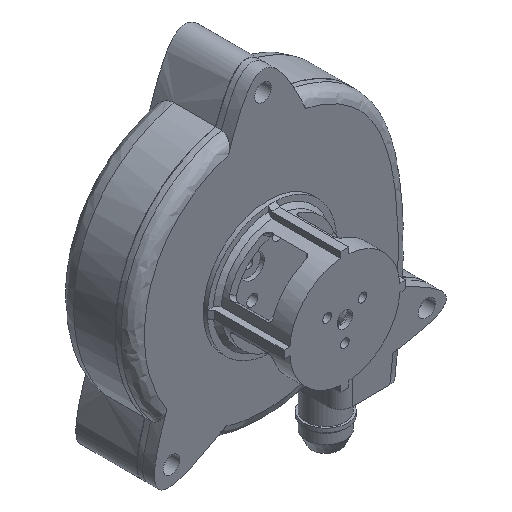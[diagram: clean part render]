
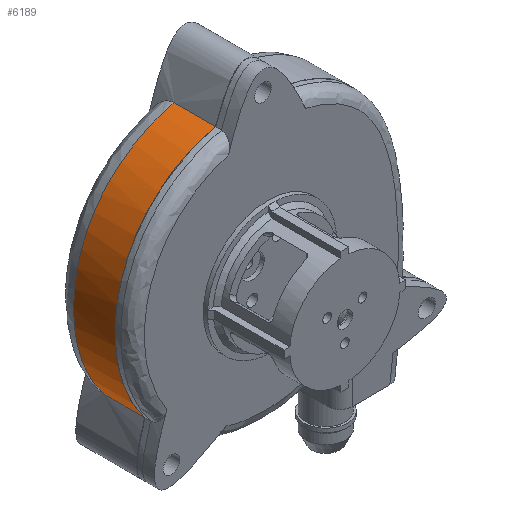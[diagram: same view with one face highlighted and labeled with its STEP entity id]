
A CAD part, isometric view. The second image highlights one B-rep face of the part: STEP entity #6189.
In plain terms, the highlighted free-form (B-spline) face has degree [3, 1] with [40, 2] control points.
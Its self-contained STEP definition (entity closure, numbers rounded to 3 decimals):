
#43=B_SPLINE_SURFACE_WITH_KNOTS('',3,1,((#16798,#16799),(#16800,#16801),
(#16802,#16803),(#16804,#16805),(#16806,#16807),(#16808,#16809),(#16810,
#16811),(#16812,#16813),(#16814,#16815),(#16816,#16817),(#16818,#16819),
(#16820,#16821),(#16822,#16823),(#16824,#16825),(#16826,#16827),(#16828,
#16829),(#16830,#16831),(#16832,#16833),(#16834,#16835),(#16836,#16837),
(#16838,#16839),(#16840,#16841),(#16842,#16843),(#16844,#16845),(#16846,
#16847),(#16848,#16849),(#16850,#16851),(#16852,#16853),(#16854,#16855),
(#16856,#16857),(#16858,#16859),(#16860,#16861),(#16862,#16863),(#16864,
#16865),(#16866,#16867),(#16868,#16869),(#16870,#16871),(#16872,#16873),
(#16874,#16875),(#16876,#16877)),.UNSPECIFIED.,.F.,.F.,.F.,(4,3,3,3,3,3,
3,3,3,3,3,3,3,4),(2,2),(-0.007,0.,0.125,0.227,
0.303,0.378,0.456,0.518,
0.582,0.665,0.735,0.811,
0.898,0.973),(-1.7,0.3),.UNSPECIFIED.);
#354=B_SPLINE_CURVE_WITH_KNOTS('',3,(#16753,#16754,#16755,#16756,#16757,
#16758,#16759,#16760,#16761,#16762,#16763,#16764,#16765,#16766,#16767),
 .UNSPECIFIED.,.F.,.F.,(4,2,1,2,1,2,1,2,4),(-5.872,-4.632,
-3.888,-2.896,-2.347,-1.615,
-0.913,-0.386,0.),
 .UNSPECIFIED.);
#357=B_SPLINE_CURVE_WITH_KNOTS('',3,(#16881,#16882,#16883,#16884,#16885,
#16886,#16887,#16888,#16889,#16890,#16891,#16892,#16893,#16894,#16895,#16896),
 .UNSPECIFIED.,.F.,.F.,(4,3,3,3,3,4),(-5.275,-4.133,
-2.629,-1.474,-0.348,0.),
 .UNSPECIFIED.);
#920=LINE('',#16879,#1311);
#921=LINE('',#16897,#1312);
#1311=VECTOR('',#7853,10.);
#1312=VECTOR('',#7854,10.);
#1751=FACE_OUTER_BOUND('',#2121,.T.);
#2121=EDGE_LOOP('',(#5425,#5426,#5427,#5428));
#2949=VERTEX_POINT('',#16737);
#2950=VERTEX_POINT('',#16752);
#2952=VERTEX_POINT('',#16878);
#2953=VERTEX_POINT('',#16880);
#3806=EDGE_CURVE('',#2949,#2950,#354,.T.);
#3809=EDGE_CURVE('',#2949,#2952,#920,.T.);
#3810=EDGE_CURVE('',#2952,#2953,#357,.T.);
#3811=EDGE_CURVE('',#2953,#2950,#921,.T.);
#5425=ORIENTED_EDGE('',*,*,#3806,.F.);
#5426=ORIENTED_EDGE('',*,*,#3809,.T.);
#5427=ORIENTED_EDGE('',*,*,#3810,.T.);
#5428=ORIENTED_EDGE('',*,*,#3811,.T.);
#6189=ADVANCED_FACE('',(#1751),#43,.T.);
#7853=DIRECTION('',(0.,-1.,0.));
#7854=DIRECTION('',(0.,1.,0.));
#16737=CARTESIAN_POINT('',(-26.874,11.,-20.151));
#16752=CARTESIAN_POINT('',(-8.904,11.,34.89));
#16753=CARTESIAN_POINT('Ctrl Pts',(-26.874,11.,-20.151));
#16754=CARTESIAN_POINT('Ctrl Pts',(-29.911,11.,-16.313));
#16755=CARTESIAN_POINT('Ctrl Pts',(-32.026,11.,-11.888));
#16756=CARTESIAN_POINT('Ctrl Pts',(-33.967,11.,-4.402));
#16757=CARTESIAN_POINT('Ctrl Pts',(-34.879,11.,2.222));
#16758=CARTESIAN_POINT('Ctrl Pts',(-34.087,11.,8.992));
#16759=CARTESIAN_POINT('Ctrl Pts',(-32.382,11.,14.779));
#16760=CARTESIAN_POINT('Ctrl Pts',(-30.467,11.,19.527));
#16761=CARTESIAN_POINT('Ctrl Pts',(-27.489,11.,23.723));
#16762=CARTESIAN_POINT('Ctrl Pts',(-23.443,11.,27.892));
#16763=CARTESIAN_POINT('Ctrl Pts',(-19.486,11.,30.913));
#16764=CARTESIAN_POINT('Ctrl Pts',(-15.123,11.,32.929));
#16765=CARTESIAN_POINT('Ctrl Pts',(-11.775,11.,34.138));
#16766=CARTESIAN_POINT('Ctrl Pts',(-10.341,11.,34.556));
#16767=CARTESIAN_POINT('Ctrl Pts',(-8.904,11.,34.89));
#16798=CARTESIAN_POINT('Ctrl Pts',(33.961,16.,-39.606));
#16799=CARTESIAN_POINT('Ctrl Pts',(33.961,-4.,-39.606));
#16800=CARTESIAN_POINT('Ctrl Pts',(34.07,16.,-38.73));
#16801=CARTESIAN_POINT('Ctrl Pts',(34.07,-4.,-38.73));
#16802=CARTESIAN_POINT('Ctrl Pts',(34.18,16.,-37.855));
#16803=CARTESIAN_POINT('Ctrl Pts',(34.18,-4.,-37.855));
#16804=CARTESIAN_POINT('Ctrl Pts',(34.29,16.,-36.979));
#16805=CARTESIAN_POINT('Ctrl Pts',(34.29,-4.,-36.979));
#16806=CARTESIAN_POINT('Ctrl Pts',(36.158,16.,-22.056));
#16807=CARTESIAN_POINT('Ctrl Pts',(36.158,-4.,-22.056));
#16808=CARTESIAN_POINT('Ctrl Pts',(36.627,16.,-9.467));
#16809=CARTESIAN_POINT('Ctrl Pts',(36.627,-4.,-9.467));
#16810=CARTESIAN_POINT('Ctrl Pts',(35.528,16.,0.876));
#16811=CARTESIAN_POINT('Ctrl Pts',(35.528,-4.,0.876));
#16812=CARTESIAN_POINT('Ctrl Pts',(34.632,16.,9.306));
#16813=CARTESIAN_POINT('Ctrl Pts',(34.632,-4.,9.306));
#16814=CARTESIAN_POINT('Ctrl Pts',(32.7,16.,16.28));
#16815=CARTESIAN_POINT('Ctrl Pts',(32.7,-4.,16.28));
#16816=CARTESIAN_POINT('Ctrl Pts',(29.255,16.,21.823));
#16817=CARTESIAN_POINT('Ctrl Pts',(29.255,-4.,21.823));
#16818=CARTESIAN_POINT('Ctrl Pts',(26.674,16.,25.976));
#16819=CARTESIAN_POINT('Ctrl Pts',(26.674,-4.,25.976));
#16820=CARTESIAN_POINT('Ctrl Pts',(23.193,16.,29.288));
#16821=CARTESIAN_POINT('Ctrl Pts',(23.193,-4.,29.288));
#16822=CARTESIAN_POINT('Ctrl Pts',(18.9,16.,31.634));
#16823=CARTESIAN_POINT('Ctrl Pts',(18.9,-4.,31.634));
#16824=CARTESIAN_POINT('Ctrl Pts',(14.677,16.,33.942));
#16825=CARTESIAN_POINT('Ctrl Pts',(14.677,-4.,33.942));
#16826=CARTESIAN_POINT('Ctrl Pts',(9.678,16.,35.36));
#16827=CARTESIAN_POINT('Ctrl Pts',(9.678,-4.,35.36));
#16828=CARTESIAN_POINT('Ctrl Pts',(4.237,16.,35.811));
#16829=CARTESIAN_POINT('Ctrl Pts',(4.237,-4.,35.811));
#16830=CARTESIAN_POINT('Ctrl Pts',(-1.392,16.,36.278));
#16831=CARTESIAN_POINT('Ctrl Pts',(-1.392,-4.,36.278));
#16832=CARTESIAN_POINT('Ctrl Pts',(-7.495,16.,35.683));
#16833=CARTESIAN_POINT('Ctrl Pts',(-7.495,-4.,35.683));
#16834=CARTESIAN_POINT('Ctrl Pts',(-13.187,16.,33.628));
#16835=CARTESIAN_POINT('Ctrl Pts',(-13.187,-4.,33.628));
#16836=CARTESIAN_POINT('Ctrl Pts',(-17.736,16.,31.986));
#16837=CARTESIAN_POINT('Ctrl Pts',(-17.736,-4.,31.986));
#16838=CARTESIAN_POINT('Ctrl Pts',(-21.999,16.,29.379));
#16839=CARTESIAN_POINT('Ctrl Pts',(-21.999,-4.,29.379));
#16840=CARTESIAN_POINT('Ctrl Pts',(-25.422,16.,25.853));
#16841=CARTESIAN_POINT('Ctrl Pts',(-25.422,-4.,25.853));
#16842=CARTESIAN_POINT('Ctrl Pts',(-28.934,16.,22.236));
#16843=CARTESIAN_POINT('Ctrl Pts',(-28.934,-4.,22.236));
#16844=CARTESIAN_POINT('Ctrl Pts',(-31.529,16.,17.671));
#16845=CARTESIAN_POINT('Ctrl Pts',(-31.529,-4.,17.671));
#16846=CARTESIAN_POINT('Ctrl Pts',(-32.99,16.,12.712));
#16847=CARTESIAN_POINT('Ctrl Pts',(-32.99,-4.,12.712));
#16848=CARTESIAN_POINT('Ctrl Pts',(-34.892,16.,6.258));
#16849=CARTESIAN_POINT('Ctrl Pts',(-34.892,-4.,6.258));
#16850=CARTESIAN_POINT('Ctrl Pts',(-34.895,16.,-0.824));
#16851=CARTESIAN_POINT('Ctrl Pts',(-34.895,-4.,-0.824));
#16852=CARTESIAN_POINT('Ctrl Pts',(-33.239,16.,-7.21));
#16853=CARTESIAN_POINT('Ctrl Pts',(-33.239,-4.,-7.21));
#16854=CARTESIAN_POINT('Ctrl Pts',(-31.844,16.,-12.587));
#16855=CARTESIAN_POINT('Ctrl Pts',(-31.844,-4.,-12.587));
#16856=CARTESIAN_POINT('Ctrl Pts',(-29.276,16.,-17.453));
#16857=CARTESIAN_POINT('Ctrl Pts',(-29.276,-4.,-17.453));
#16858=CARTESIAN_POINT('Ctrl Pts',(-25.91,16.,-21.312));
#16859=CARTESIAN_POINT('Ctrl Pts',(-25.91,-4.,-21.312));
#16860=CARTESIAN_POINT('Ctrl Pts',(-22.217,16.,-25.547));
#16861=CARTESIAN_POINT('Ctrl Pts',(-22.217,-4.,-25.547));
#16862=CARTESIAN_POINT('Ctrl Pts',(-17.592,16.,-28.568));
#16863=CARTESIAN_POINT('Ctrl Pts',(-17.592,-4.,-28.568));
#16864=CARTESIAN_POINT('Ctrl Pts',(-12.709,16.,-30.354));
#16865=CARTESIAN_POINT('Ctrl Pts',(-12.709,-4.,-30.354));
#16866=CARTESIAN_POINT('Ctrl Pts',(-7.221,16.,-32.363));
#16867=CARTESIAN_POINT('Ctrl Pts',(-7.221,-4.,-32.363));
#16868=CARTESIAN_POINT('Ctrl Pts',(-1.436,16.,-32.873));
#16869=CARTESIAN_POINT('Ctrl Pts',(-1.436,-4.,-32.873));
#16870=CARTESIAN_POINT('Ctrl Pts',(4.152,16.,-32.116));
#16871=CARTESIAN_POINT('Ctrl Pts',(4.152,-4.,-32.116));
#16872=CARTESIAN_POINT('Ctrl Pts',(9.043,16.,-31.453));
#16873=CARTESIAN_POINT('Ctrl Pts',(9.043,-4.,-31.453));
#16874=CARTESIAN_POINT('Ctrl Pts',(13.793,16.,-29.812));
#16875=CARTESIAN_POINT('Ctrl Pts',(13.793,-4.,-29.812));
#16876=CARTESIAN_POINT('Ctrl Pts',(18.313,16.,-27.269));
#16877=CARTESIAN_POINT('Ctrl Pts',(18.313,-4.,-27.269));
#16878=CARTESIAN_POINT('',(-26.874,0.5,-20.151));
#16879=CARTESIAN_POINT('',(-26.874,16.,-20.151));
#16880=CARTESIAN_POINT('',(-8.904,0.5,34.89));
#16881=CARTESIAN_POINT('Ctrl Pts',(-26.874,0.5,
-20.151));
#16882=CARTESIAN_POINT('Ctrl Pts',(-29.767,0.5,
-16.496));
#16883=CARTESIAN_POINT('Ctrl Pts',(-31.981,0.5,
-12.061));
#16884=CARTESIAN_POINT('Ctrl Pts',(-33.239,0.5,
-7.21));
#16885=CARTESIAN_POINT('Ctrl Pts',(-34.895,0.5,
-0.824));
#16886=CARTESIAN_POINT('Ctrl Pts',(-34.892,0.5,
6.258));
#16887=CARTESIAN_POINT('Ctrl Pts',(-32.99,0.5,
12.712));
#16888=CARTESIAN_POINT('Ctrl Pts',(-31.529,0.5,
17.671));
#16889=CARTESIAN_POINT('Ctrl Pts',(-28.934,0.5,
22.236));
#16890=CARTESIAN_POINT('Ctrl Pts',(-25.422,0.5,25.853));
#16891=CARTESIAN_POINT('Ctrl Pts',(-21.999,0.5,
29.379));
#16892=CARTESIAN_POINT('Ctrl Pts',(-17.736,0.5,
31.986));
#16893=CARTESIAN_POINT('Ctrl Pts',(-13.187,0.5,
33.628));
#16894=CARTESIAN_POINT('Ctrl Pts',(-11.78,0.5,
34.136));
#16895=CARTESIAN_POINT('Ctrl Pts',(-10.348,0.5,
34.555));
#16896=CARTESIAN_POINT('Ctrl Pts',(-8.904,0.5,
34.89));
#16897=CARTESIAN_POINT('',(-8.904,16.,34.89));
